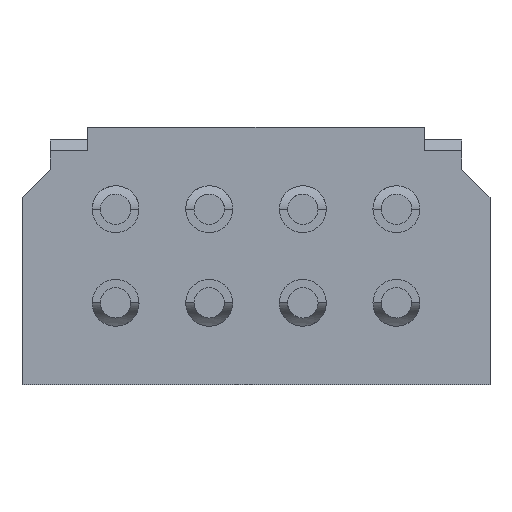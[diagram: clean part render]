
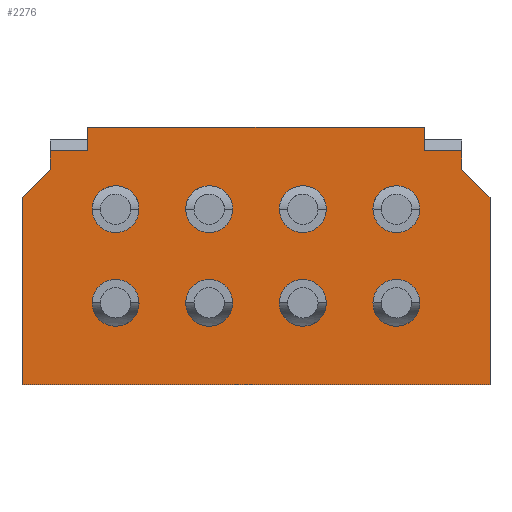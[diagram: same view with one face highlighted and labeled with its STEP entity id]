
A CAD part, front view. The second image highlights one B-rep face of the part: STEP entity #2276.
In plain terms, the highlighted planar face has unit normal (0, -1, 0).
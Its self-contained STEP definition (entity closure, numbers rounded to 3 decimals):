
#1=DIRECTION('',(-0.707,0.,0.707));
#2=VECTOR('',#1,0.849);
#3=CARTESIAN_POINT('',(5.,0.,1.25));
#4=LINE('',#3,#2);
#5=DIRECTION('',(0.,0.,-1.));
#6=VECTOR('',#5,4.);
#7=CARTESIAN_POINT('',(5.,0.,1.25));
#8=LINE('',#7,#6);
#9=DIRECTION('',(-1.,0.,0.));
#10=VECTOR('',#9,10.);
#11=CARTESIAN_POINT('',(5.,0.,-2.75));
#12=LINE('',#11,#10);
#13=DIRECTION('',(0.,0.,1.));
#14=VECTOR('',#13,4.);
#15=CARTESIAN_POINT('',(-5.,0.,-2.75));
#16=LINE('',#15,#14);
#17=DIRECTION('',(-0.707,0.,-0.707));
#18=VECTOR('',#17,0.849);
#19=CARTESIAN_POINT('',(-4.4,0.,1.85));
#20=LINE('',#19,#18);
#21=DIRECTION('',(0.,0.,1.));
#22=VECTOR('',#21,0.4);
#23=CARTESIAN_POINT('',(-4.4,0.,1.85));
#24=LINE('',#23,#22);
#25=DIRECTION('',(1.,0.,0.));
#26=VECTOR('',#25,0.8);
#27=CARTESIAN_POINT('',(-4.4,0.,2.25));
#28=LINE('',#27,#26);
#29=DIRECTION('',(0.,0.,-1.));
#30=VECTOR('',#29,0.5);
#31=CARTESIAN_POINT('',(-3.6,0.,2.75));
#32=LINE('',#31,#30);
#33=DIRECTION('',(1.,0.,0.));
#34=VECTOR('',#33,7.2);
#35=CARTESIAN_POINT('',(-3.6,0.,2.75));
#36=LINE('',#35,#34);
#37=DIRECTION('',(0.,0.,-1.));
#38=VECTOR('',#37,0.5);
#39=CARTESIAN_POINT('',(3.6,0.,2.75));
#40=LINE('',#39,#38);
#41=DIRECTION('',(1.,0.,0.));
#42=VECTOR('',#41,0.8);
#43=CARTESIAN_POINT('',(3.6,0.,2.25));
#44=LINE('',#43,#42);
#45=DIRECTION('',(0.,0.,-1.));
#46=VECTOR('',#45,0.4);
#47=CARTESIAN_POINT('',(4.4,0.,2.25));
#48=LINE('',#47,#46);
#49=CARTESIAN_POINT('',(-3.,0.,-1.));
#50=DIRECTION('',(0.,-1.,0.));
#51=DIRECTION('',(1.,0.,0.));
#52=AXIS2_PLACEMENT_3D('',#49,#50,#51);
#54=CARTESIAN_POINT('',(-3.,0.,-1.));
#55=DIRECTION('',(0.,-1.,0.));
#56=DIRECTION('',(-1.,0.,0.));
#57=AXIS2_PLACEMENT_3D('',#54,#55,#56);
#69=CARTESIAN_POINT('',(-1.,0.,-1.));
#70=DIRECTION('',(0.,-1.,0.));
#71=DIRECTION('',(1.,0.,0.));
#72=AXIS2_PLACEMENT_3D('',#69,#70,#71);
#74=CARTESIAN_POINT('',(-1.,0.,-1.));
#75=DIRECTION('',(0.,-1.,0.));
#76=DIRECTION('',(-1.,0.,0.));
#77=AXIS2_PLACEMENT_3D('',#74,#75,#76);
#89=CARTESIAN_POINT('',(1.,0.,-1.));
#90=DIRECTION('',(0.,-1.,0.));
#91=DIRECTION('',(1.,0.,0.));
#92=AXIS2_PLACEMENT_3D('',#89,#90,#91);
#94=CARTESIAN_POINT('',(1.,0.,-1.));
#95=DIRECTION('',(0.,-1.,0.));
#96=DIRECTION('',(-1.,0.,0.));
#97=AXIS2_PLACEMENT_3D('',#94,#95,#96);
#109=CARTESIAN_POINT('',(3.,0.,-1.));
#110=DIRECTION('',(0.,-1.,0.));
#111=DIRECTION('',(1.,0.,0.));
#112=AXIS2_PLACEMENT_3D('',#109,#110,#111);
#114=CARTESIAN_POINT('',(3.,0.,-1.));
#115=DIRECTION('',(0.,-1.,0.));
#116=DIRECTION('',(-1.,0.,0.));
#117=AXIS2_PLACEMENT_3D('',#114,#115,#116);
#129=CARTESIAN_POINT('',(-3.,0.,1.));
#130=DIRECTION('',(0.,-1.,0.));
#131=DIRECTION('',(1.,0.,0.));
#132=AXIS2_PLACEMENT_3D('',#129,#130,#131);
#134=CARTESIAN_POINT('',(-3.,0.,1.));
#135=DIRECTION('',(0.,-1.,0.));
#136=DIRECTION('',(-1.,0.,0.));
#137=AXIS2_PLACEMENT_3D('',#134,#135,#136);
#149=CARTESIAN_POINT('',(-1.,0.,1.));
#150=DIRECTION('',(0.,-1.,0.));
#151=DIRECTION('',(1.,0.,0.));
#152=AXIS2_PLACEMENT_3D('',#149,#150,#151);
#154=CARTESIAN_POINT('',(-1.,0.,1.));
#155=DIRECTION('',(0.,-1.,0.));
#156=DIRECTION('',(-1.,0.,0.));
#157=AXIS2_PLACEMENT_3D('',#154,#155,#156);
#169=CARTESIAN_POINT('',(1.,0.,1.));
#170=DIRECTION('',(0.,-1.,0.));
#171=DIRECTION('',(1.,0.,0.));
#172=AXIS2_PLACEMENT_3D('',#169,#170,#171);
#174=CARTESIAN_POINT('',(1.,0.,1.));
#175=DIRECTION('',(0.,-1.,0.));
#176=DIRECTION('',(-1.,0.,0.));
#177=AXIS2_PLACEMENT_3D('',#174,#175,#176);
#189=CARTESIAN_POINT('',(3.,0.,1.));
#190=DIRECTION('',(0.,-1.,0.));
#191=DIRECTION('',(1.,0.,0.));
#192=AXIS2_PLACEMENT_3D('',#189,#190,#191);
#194=CARTESIAN_POINT('',(3.,0.,1.));
#195=DIRECTION('',(0.,-1.,0.));
#196=DIRECTION('',(-1.,0.,0.));
#197=AXIS2_PLACEMENT_3D('',#194,#195,#196);
#1781=CARTESIAN_POINT('',(5.,0.,-2.75));
#1782=CARTESIAN_POINT('',(-5.,0.,-2.75));
#1783=VERTEX_POINT('',#1781);
#1784=VERTEX_POINT('',#1782);
#1793=CARTESIAN_POINT('',(3.6,0.,2.75));
#1794=CARTESIAN_POINT('',(3.6,0.,2.25));
#1795=VERTEX_POINT('',#1793);
#1796=VERTEX_POINT('',#1794);
#1797=CARTESIAN_POINT('',(4.4,0.,2.25));
#1798=VERTEX_POINT('',#1797);
#1799=CARTESIAN_POINT('',(-4.4,0.,2.25));
#1800=CARTESIAN_POINT('',(-3.6,0.,2.25));
#1801=VERTEX_POINT('',#1799);
#1802=VERTEX_POINT('',#1800);
#1803=CARTESIAN_POINT('',(-3.6,0.,2.75));
#1804=VERTEX_POINT('',#1803);
#1829=CARTESIAN_POINT('',(5.,0.,1.25));
#1830=CARTESIAN_POINT('',(4.4,0.,1.85));
#1831=VERTEX_POINT('',#1829);
#1832=VERTEX_POINT('',#1830);
#1841=CARTESIAN_POINT('',(-4.4,0.,1.85));
#1842=VERTEX_POINT('',#1841);
#1843=CARTESIAN_POINT('',(-5.,0.,1.25));
#1844=VERTEX_POINT('',#1843);
#1981=CARTESIAN_POINT('',(-2.5,0.,-1.));
#1982=CARTESIAN_POINT('',(-3.5,0.,-1.));
#1983=VERTEX_POINT('',#1981);
#1984=VERTEX_POINT('',#1982);
#1989=CARTESIAN_POINT('',(-0.5,0.,-1.));
#1990=CARTESIAN_POINT('',(-1.5,0.,-1.));
#1991=VERTEX_POINT('',#1989);
#1992=VERTEX_POINT('',#1990);
#1997=CARTESIAN_POINT('',(1.5,0.,-1.));
#1998=CARTESIAN_POINT('',(0.5,0.,-1.));
#1999=VERTEX_POINT('',#1997);
#2000=VERTEX_POINT('',#1998);
#2005=CARTESIAN_POINT('',(-2.5,0.,1.));
#2006=CARTESIAN_POINT('',(-3.5,0.,1.));
#2007=VERTEX_POINT('',#2005);
#2008=VERTEX_POINT('',#2006);
#2013=CARTESIAN_POINT('',(-0.5,0.,1.));
#2014=CARTESIAN_POINT('',(-1.5,0.,1.));
#2015=VERTEX_POINT('',#2013);
#2016=VERTEX_POINT('',#2014);
#2021=CARTESIAN_POINT('',(1.5,0.,1.));
#2022=CARTESIAN_POINT('',(0.5,0.,1.));
#2023=VERTEX_POINT('',#2021);
#2024=VERTEX_POINT('',#2022);
#2151=CARTESIAN_POINT('',(3.5,0.,-1.));
#2152=CARTESIAN_POINT('',(2.5,0.,-1.));
#2153=VERTEX_POINT('',#2151);
#2154=VERTEX_POINT('',#2152);
#2159=CARTESIAN_POINT('',(3.5,0.,1.));
#2160=CARTESIAN_POINT('',(2.5,0.,1.));
#2161=VERTEX_POINT('',#2159);
#2162=VERTEX_POINT('',#2160);
#2197=CARTESIAN_POINT('',(0.,0.,0.));
#2198=DIRECTION('',(0.,1.,0.));
#2199=DIRECTION('',(1.,0.,0.));
#2200=AXIS2_PLACEMENT_3D('',#2197,#2198,#2199);
#2201=PLANE('',#2200);
#2203=ORIENTED_EDGE('',*,*,#2202,.F.);
#2205=ORIENTED_EDGE('',*,*,#2204,.T.);
#2207=ORIENTED_EDGE('',*,*,#2206,.T.);
#2209=ORIENTED_EDGE('',*,*,#2208,.T.);
#2211=ORIENTED_EDGE('',*,*,#2210,.F.);
#2213=ORIENTED_EDGE('',*,*,#2212,.T.);
#2215=ORIENTED_EDGE('',*,*,#2214,.T.);
#2217=ORIENTED_EDGE('',*,*,#2216,.F.);
#2219=ORIENTED_EDGE('',*,*,#2218,.T.);
#2221=ORIENTED_EDGE('',*,*,#2220,.T.);
#2223=ORIENTED_EDGE('',*,*,#2222,.T.);
#2225=ORIENTED_EDGE('',*,*,#2224,.T.);
#2226=EDGE_LOOP('',(#2203,#2205,#2207,#2209,#2211,#2213,#2215,#2217,#2219,#2221,
#2223,#2225));
#2227=FACE_OUTER_BOUND('',#2226,.F.);
#2229=ORIENTED_EDGE('',*,*,#2228,.T.);
#2231=ORIENTED_EDGE('',*,*,#2230,.T.);
#2232=EDGE_LOOP('',(#2229,#2231));
#2233=FACE_BOUND('',#2232,.F.);
#2235=ORIENTED_EDGE('',*,*,#2234,.T.);
#2237=ORIENTED_EDGE('',*,*,#2236,.T.);
#2238=EDGE_LOOP('',(#2235,#2237));
#2239=FACE_BOUND('',#2238,.F.);
#2241=ORIENTED_EDGE('',*,*,#2240,.T.);
#2243=ORIENTED_EDGE('',*,*,#2242,.T.);
#2244=EDGE_LOOP('',(#2241,#2243));
#2245=FACE_BOUND('',#2244,.F.);
#2247=ORIENTED_EDGE('',*,*,#2246,.T.);
#2249=ORIENTED_EDGE('',*,*,#2248,.T.);
#2250=EDGE_LOOP('',(#2247,#2249));
#2251=FACE_BOUND('',#2250,.F.);
#2253=ORIENTED_EDGE('',*,*,#2252,.T.);
#2255=ORIENTED_EDGE('',*,*,#2254,.T.);
#2256=EDGE_LOOP('',(#2253,#2255));
#2257=FACE_BOUND('',#2256,.F.);
#2259=ORIENTED_EDGE('',*,*,#2258,.T.);
#2261=ORIENTED_EDGE('',*,*,#2260,.T.);
#2262=EDGE_LOOP('',(#2259,#2261));
#2263=FACE_BOUND('',#2262,.F.);
#2265=ORIENTED_EDGE('',*,*,#2264,.T.);
#2267=ORIENTED_EDGE('',*,*,#2266,.T.);
#2268=EDGE_LOOP('',(#2265,#2267));
#2269=FACE_BOUND('',#2268,.F.);
#2271=ORIENTED_EDGE('',*,*,#2270,.T.);
#2273=ORIENTED_EDGE('',*,*,#2272,.T.);
#2274=EDGE_LOOP('',(#2271,#2273));
#2275=FACE_BOUND('',#2274,.F.);
#53=CIRCLE('',#52,0.5);
#58=CIRCLE('',#57,0.5);
#73=CIRCLE('',#72,0.5);
#78=CIRCLE('',#77,0.5);
#93=CIRCLE('',#92,0.5);
#98=CIRCLE('',#97,0.5);
#113=CIRCLE('',#112,0.5);
#118=CIRCLE('',#117,0.5);
#133=CIRCLE('',#132,0.5);
#138=CIRCLE('',#137,0.5);
#153=CIRCLE('',#152,0.5);
#158=CIRCLE('',#157,0.5);
#173=CIRCLE('',#172,0.5);
#178=CIRCLE('',#177,0.5);
#193=CIRCLE('',#192,0.5);
#198=CIRCLE('',#197,0.5);
#2202=EDGE_CURVE('',#1831,#1832,#4,.T.);
#2204=EDGE_CURVE('',#1831,#1783,#8,.T.);
#2206=EDGE_CURVE('',#1783,#1784,#12,.T.);
#2208=EDGE_CURVE('',#1784,#1844,#16,.T.);
#2210=EDGE_CURVE('',#1842,#1844,#20,.T.);
#2212=EDGE_CURVE('',#1842,#1801,#24,.T.);
#2214=EDGE_CURVE('',#1801,#1802,#28,.T.);
#2216=EDGE_CURVE('',#1804,#1802,#32,.T.);
#2218=EDGE_CURVE('',#1804,#1795,#36,.T.);
#2220=EDGE_CURVE('',#1795,#1796,#40,.T.);
#2222=EDGE_CURVE('',#1796,#1798,#44,.T.);
#2224=EDGE_CURVE('',#1798,#1832,#48,.T.);
#2228=EDGE_CURVE('',#1983,#1984,#53,.T.);
#2230=EDGE_CURVE('',#1984,#1983,#58,.T.);
#2234=EDGE_CURVE('',#1991,#1992,#73,.T.);
#2236=EDGE_CURVE('',#1992,#1991,#78,.T.);
#2240=EDGE_CURVE('',#1999,#2000,#93,.T.);
#2242=EDGE_CURVE('',#2000,#1999,#98,.T.);
#2246=EDGE_CURVE('',#2153,#2154,#113,.T.);
#2248=EDGE_CURVE('',#2154,#2153,#118,.T.);
#2252=EDGE_CURVE('',#2007,#2008,#133,.T.);
#2254=EDGE_CURVE('',#2008,#2007,#138,.T.);
#2258=EDGE_CURVE('',#2015,#2016,#153,.T.);
#2260=EDGE_CURVE('',#2016,#2015,#158,.T.);
#2264=EDGE_CURVE('',#2023,#2024,#173,.T.);
#2266=EDGE_CURVE('',#2024,#2023,#178,.T.);
#2270=EDGE_CURVE('',#2161,#2162,#193,.T.);
#2272=EDGE_CURVE('',#2162,#2161,#198,.T.);
#2276=ADVANCED_FACE('',(#2227,#2233,#2239,#2245,#2251,#2257,#2263,#2269,#2275),
#2201,.F.);
